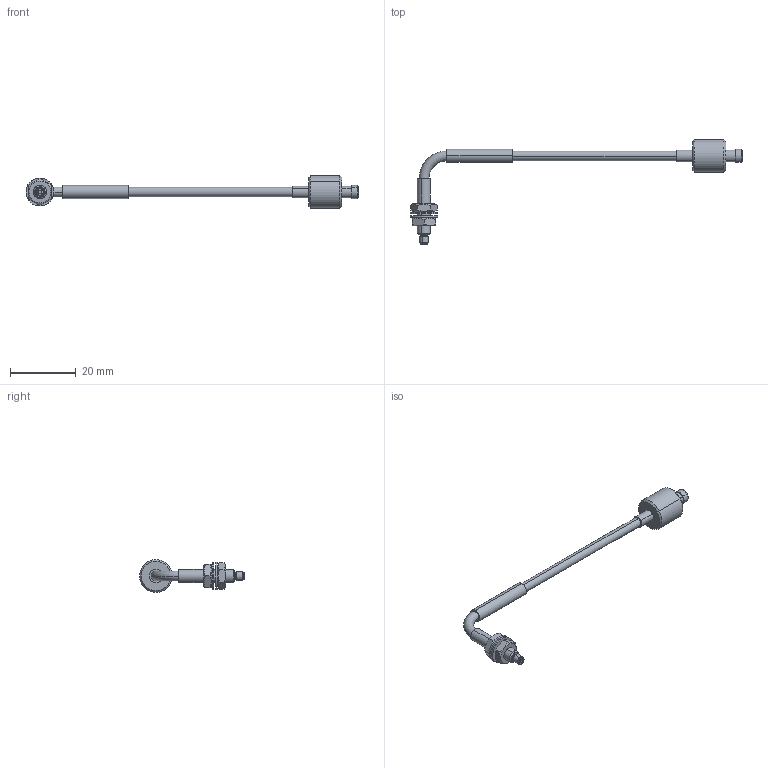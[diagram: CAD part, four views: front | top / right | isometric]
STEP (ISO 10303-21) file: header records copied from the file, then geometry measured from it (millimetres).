
FILE_DESCRIPTION (( 'STEP AP214' ), '1' );
FILE_NAME ('GPF-VT07-250-1.0L.STEP', '2017-11-17T13:15:03', ( '' ), ( '' ), 'SwSTEP 2.0', 'SolidWorks 2018', '' );
FILE_SCHEMA (( 'AUTOMOTIVE_DESIGN' ));
Length unit declared in the file: millimetre
Products named in the file (8): GPF-VT07-250-1.0L_FIBER; GPF-VT07-250-1.0L_HEAD2; M4_WASHER; GPF-VT07-250-1.0L_GLASS FIBER1; GPF-VT07-250-1.0L_HEAD; GPF-VT07-250-1.0L_LENS; GPF-VT07-250-1.0L; M4_NUT
Assembly tree (9 placements, depth 2):
  GPF-VT07-250-1.0L
    GPF-VT07-250-1.0L_HEAD2
    GPF-VT07-250-1.0L_HEAD
    GPF-VT07-250-1.0L_GLASS FIBER1
    GPF-VT07-250-1.0L_LENS
    M4_NUT  x2
    M4_WASHER  x2
    GPF-VT07-250-1.0L_FIBER
Bounding box: 101.25 x 32 x 10 mm (x, y, z)
Volume: 1949.7 mm3; surface area: 2178.2 mm2
Topology: 9 solids, 9 shells, 99 faces, 204 edges, 132 vertices
Faces by surface type: plane 39, cylinder 38, cone 20, torus 2
Entity records: 2494 total; most frequent: CARTESIAN_POINT 459, DIRECTION 408, ORIENTED_EDGE 312, AXIS2_PLACEMENT_3D 177, EDGE_CURVE 156, VERTEX_POINT 100, EDGE_LOOP 92, CIRCLE 86
